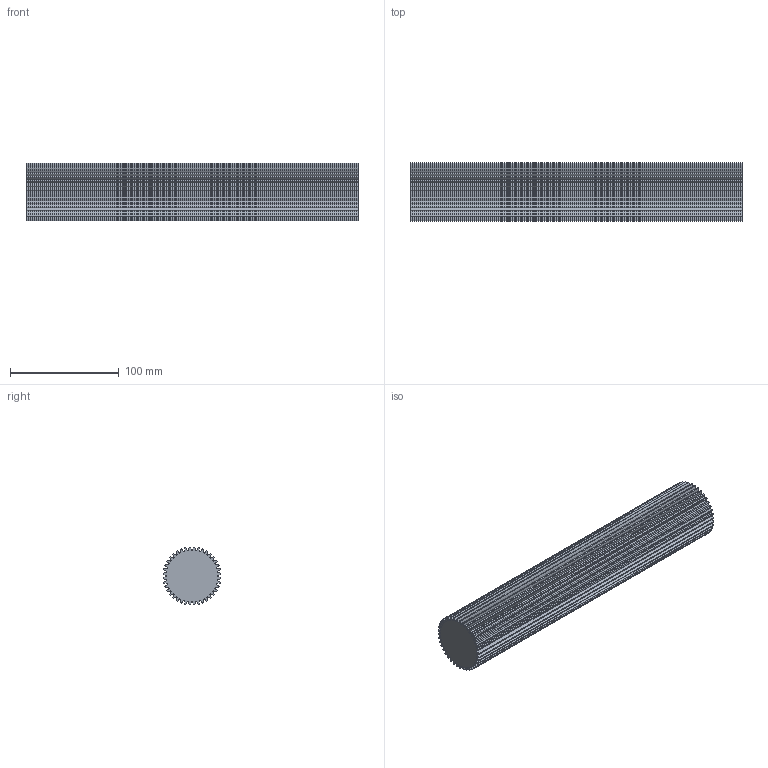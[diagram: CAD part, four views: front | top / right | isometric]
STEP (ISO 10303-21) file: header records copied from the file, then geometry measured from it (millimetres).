
FILE_DESCRIPTION (( 'STEP AP203' ), '1' );
FILE_NAME ('gs-14_5-20-40-4140.STEP', '2021-08-11T20:37:41', ( '' ), ( '' ), 'SwSTEP 2.0', 'SolidWorks 2021', '' );
FILE_SCHEMA (( 'CONFIG_CONTROL_DESIGN' ));
Length unit declared in the file: inch
Products named in the file (1): gs-14_5-20-40-4140
Bounding box: 304.8 x 53.24 x 53.24 mm (x, y, z)
Volume: 606609.7 mm3; surface area: 105136.8 mm2
Topology: 1 solids, 1 shells, 165 faces, 489 edges, 326 vertices
Faces by surface type: cylinder 163, plane 2
Entity records: 5808 total; most frequent: DIRECTION 1147, CARTESIAN_POINT 981, ORIENTED_EDGE 978, AXIS2_PLACEMENT_3D 492, EDGE_CURVE 489, CIRCLE 326, VERTEX_POINT 326, FACE_OUTER_BOUND 165
